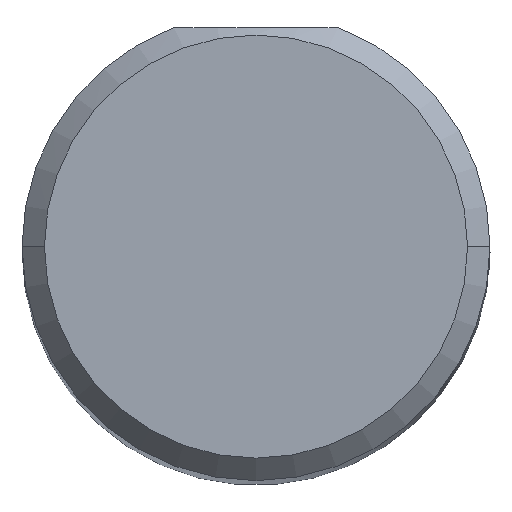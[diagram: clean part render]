
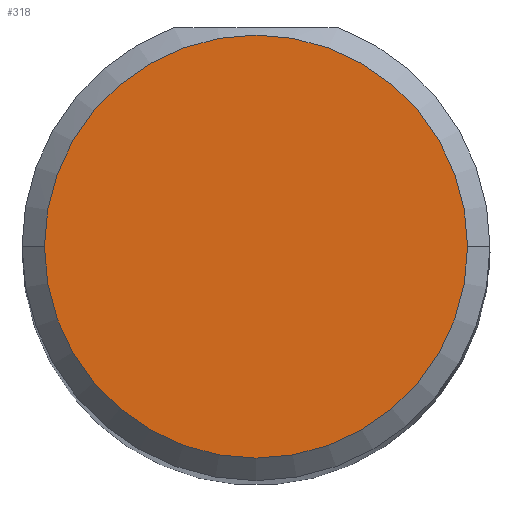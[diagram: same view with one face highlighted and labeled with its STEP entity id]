
A CAD part, top view. The second image highlights one B-rep face of the part: STEP entity #318.
In plain terms, the highlighted planar face has unit normal (0, 0, 1).
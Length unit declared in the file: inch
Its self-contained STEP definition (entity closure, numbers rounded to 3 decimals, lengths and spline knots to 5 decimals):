
#10 = AXIS2_PLACEMENT_3D ( 'NONE', #129, #341, #492 ) ;
#21 = AXIS2_PLACEMENT_3D ( 'NONE', #326, #465, #157 ) ;
#85 = CIRCLE ( 'NONE', #21, 0.14125 ) ;
#98 = FACE_OUTER_BOUND ( 'NONE', #235, .T. ) ;
#129 = CARTESIAN_POINT ( 'NONE',  ( 0., 0., 2.5 ) ) ;
#142 = CARTESIAN_POINT ( 'NONE',  ( 0., 0., 2.5 ) ) ;
#157 = DIRECTION ( 'NONE',  ( 1., 0., 0. ) ) ;
#164 = EDGE_CURVE ( 'NONE', #390, #456, #85, .T. ) ;
#197 = DIRECTION ( 'NONE',  ( 0., 0., 1. ) ) ;
#235 = EDGE_LOOP ( 'NONE', ( #629, #387 ) ) ;
#263 = CARTESIAN_POINT ( 'NONE',  ( -0.14125, 0., 2.5 ) ) ;
#264 = AXIS2_PLACEMENT_3D ( 'NONE', #142, #197, #355 ) ;
#298 = CIRCLE ( 'NONE', #10, 0.14125 ) ;
#302 = CARTESIAN_POINT ( 'NONE',  ( 0.14125, 0., 2.5 ) ) ;
#307 = EDGE_CURVE ( 'NONE', #456, #390, #298, .T. ) ;
#318 = ADVANCED_FACE ( 'NONE', ( #98 ), #502, .T. ) ;
#326 = CARTESIAN_POINT ( 'NONE',  ( 0., 0., 2.5 ) ) ;
#341 = DIRECTION ( 'NONE',  ( 0., 0., 1. ) ) ;
#355 = DIRECTION ( 'NONE',  ( 1., 0., 0. ) ) ;
#387 = ORIENTED_EDGE ( 'NONE', *, *, #164, .T. ) ;
#390 = VERTEX_POINT ( 'NONE', #302 ) ;
#456 = VERTEX_POINT ( 'NONE', #263 ) ;
#465 = DIRECTION ( 'NONE',  ( 0., 0., 1. ) ) ;
#492 = DIRECTION ( 'NONE',  ( 1., 0., 0. ) ) ;
#502 = PLANE ( 'NONE',  #264 ) ;
#629 = ORIENTED_EDGE ( 'NONE', *, *, #307, .T. ) ;
